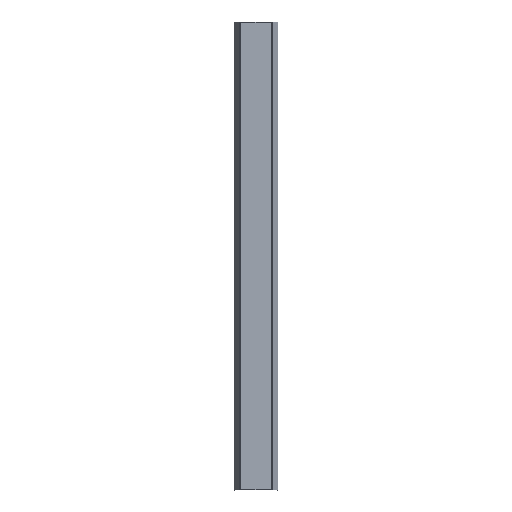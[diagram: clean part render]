
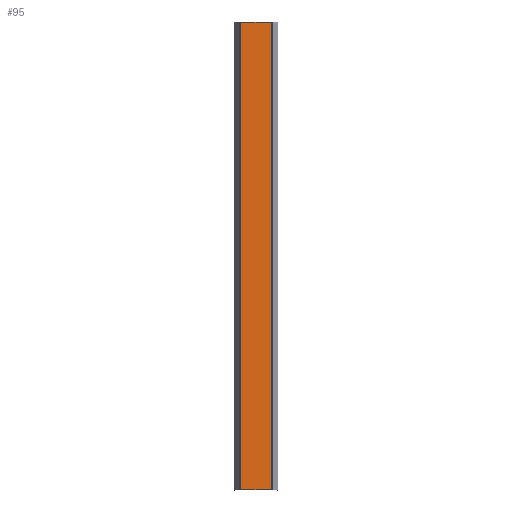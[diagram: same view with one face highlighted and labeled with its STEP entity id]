
A CAD part, top view. The second image highlights one B-rep face of the part: STEP entity #95.
In plain terms, the highlighted planar face has unit normal (0, 0, 1).
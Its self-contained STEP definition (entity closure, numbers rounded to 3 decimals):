
#95=ADVANCED_FACE('',(#167),#137,.F.);
#137=PLANE('',#910);
#167=FACE_OUTER_BOUND('',#211,.T.);
#211=EDGE_LOOP('',(#270,#271,#272,#273));
#270=ORIENTED_EDGE('',*,*,#602,.F.);
#271=ORIENTED_EDGE('',*,*,#603,.T.);
#272=ORIENTED_EDGE('',*,*,#604,.T.);
#273=ORIENTED_EDGE('',*,*,#605,.T.);
#514=VERTEX_POINT('',#1260);
#515=VERTEX_POINT('',#1261);
#516=VERTEX_POINT('',#1263);
#517=VERTEX_POINT('',#1265);
#602=EDGE_CURVE('',#514,#515,#724,.T.);
#603=EDGE_CURVE('',#514,#516,#725,.T.);
#604=EDGE_CURVE('',#516,#517,#726,.T.);
#605=EDGE_CURVE('',#517,#515,#727,.T.);
#724=LINE('',#1259,#818);
#725=LINE('',#1262,#819);
#726=LINE('',#1264,#820);
#727=LINE('',#1266,#821);
#818=VECTOR('',#1009,1.);
#819=VECTOR('',#1010,1.);
#820=VECTOR('',#1011,1.);
#821=VECTOR('',#1012,1.);
#910=AXIS2_PLACEMENT_3D('',#1267,#1013,#1014);
#1009=DIRECTION('',(1.,0.,0.));
#1010=DIRECTION('',(0.,-1.,0.));
#1011=DIRECTION('',(1.,0.,0.));
#1012=DIRECTION('',(0.,1.,0.));
#1013=DIRECTION('',(0.,0.,-1.));
#1014=DIRECTION('',(-1.,0.,0.));
#1259=CARTESIAN_POINT('',(-14.835,499.062,224.4));
#1260=CARTESIAN_POINT('',(-80.009,499.062,224.4));
#1261=CARTESIAN_POINT('',(-14.719,499.062,224.4));
#1262=CARTESIAN_POINT('',(-80.009,499.062,224.4));
#1263=CARTESIAN_POINT('',(-80.009,-500.938,224.4));
#1264=CARTESIAN_POINT('',(-14.835,-500.938,224.4));
#1265=CARTESIAN_POINT('',(-14.719,-500.938,224.4));
#1266=CARTESIAN_POINT('',(-14.719,499.062,224.4));
#1267=CARTESIAN_POINT('',(-14.835,499.062,224.4));
